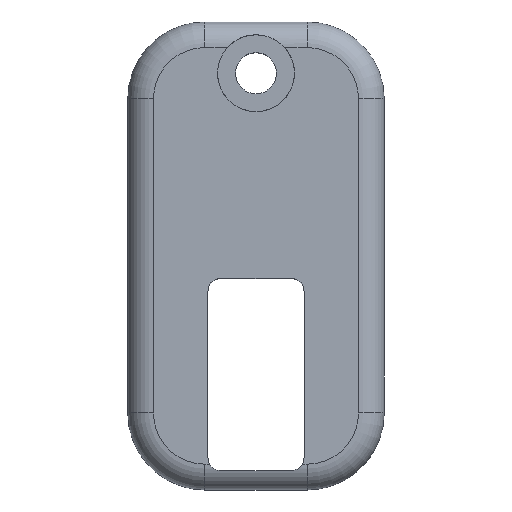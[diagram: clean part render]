
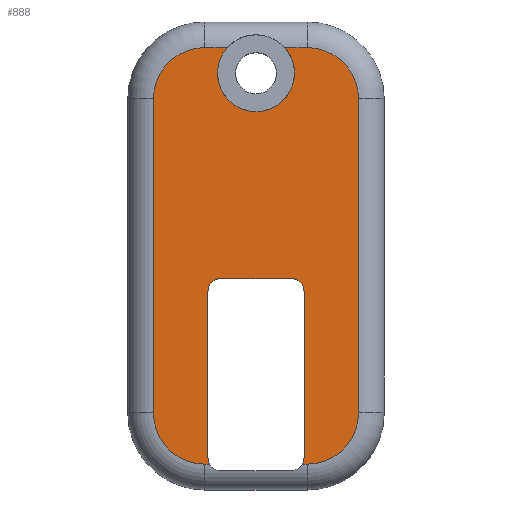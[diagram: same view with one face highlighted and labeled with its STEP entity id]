
A CAD part, top view. The second image highlights one B-rep face of the part: STEP entity #888.
In plain terms, the highlighted planar face has unit normal (0, 0, 1).
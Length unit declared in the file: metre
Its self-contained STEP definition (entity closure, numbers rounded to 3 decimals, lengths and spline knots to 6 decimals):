
#48=LINE('',#1353,#123);
#49=LINE('',#1357,#124);
#50=LINE('',#1361,#125);
#51=LINE('',#1365,#126);
#52=LINE('',#1369,#127);
#53=LINE('',#1373,#128);
#54=LINE('',#1377,#129);
#55=LINE('',#1381,#130);
#56=LINE('',#1385,#131);
#123=VECTOR('',#1065,1.);
#124=VECTOR('',#1068,1.);
#125=VECTOR('',#1071,1.);
#126=VECTOR('',#1074,1.);
#127=VECTOR('',#1077,1.);
#128=VECTOR('',#1080,1.);
#129=VECTOR('',#1083,1.);
#130=VECTOR('',#1086,1.);
#131=VECTOR('',#1089,1.);
#198=ORIENTED_EDGE('',*,*,#466,.F.);
#199=ORIENTED_EDGE('',*,*,#467,.T.);
#200=ORIENTED_EDGE('',*,*,#468,.T.);
#201=ORIENTED_EDGE('',*,*,#469,.T.);
#202=ORIENTED_EDGE('',*,*,#470,.T.);
#203=ORIENTED_EDGE('',*,*,#471,.T.);
#204=ORIENTED_EDGE('',*,*,#472,.T.);
#205=ORIENTED_EDGE('',*,*,#473,.F.);
#206=ORIENTED_EDGE('',*,*,#474,.T.);
#207=ORIENTED_EDGE('',*,*,#475,.F.);
#208=ORIENTED_EDGE('',*,*,#476,.T.);
#209=ORIENTED_EDGE('',*,*,#477,.T.);
#210=ORIENTED_EDGE('',*,*,#478,.T.);
#211=ORIENTED_EDGE('',*,*,#479,.T.);
#212=ORIENTED_EDGE('',*,*,#480,.F.);
#213=ORIENTED_EDGE('',*,*,#481,.T.);
#214=ORIENTED_EDGE('',*,*,#482,.F.);
#215=ORIENTED_EDGE('',*,*,#483,.T.);
#466=EDGE_CURVE('',#600,#601,#687,.F.);
#467=EDGE_CURVE('',#600,#602,#48,.T.);
#468=EDGE_CURVE('',#602,#603,#688,.T.);
#469=EDGE_CURVE('',#603,#604,#49,.T.);
#470=EDGE_CURVE('',#604,#605,#689,.F.);
#471=EDGE_CURVE('',#605,#606,#50,.T.);
#472=EDGE_CURVE('',#606,#607,#690,.F.);
#473=EDGE_CURVE('',#608,#607,#51,.T.);
#474=EDGE_CURVE('',#608,#609,#691,.F.);
#475=EDGE_CURVE('',#610,#609,#52,.T.);
#476=EDGE_CURVE('',#610,#611,#692,.F.);
#477=EDGE_CURVE('',#611,#612,#53,.T.);
#478=EDGE_CURVE('',#612,#613,#693,.T.);
#479=EDGE_CURVE('',#613,#614,#54,.F.);
#480=EDGE_CURVE('',#615,#614,#694,.F.);
#481=EDGE_CURVE('',#615,#616,#55,.F.);
#482=EDGE_CURVE('',#617,#616,#695,.T.);
#483=EDGE_CURVE('',#617,#601,#56,.F.);
#600=VERTEX_POINT('',#1351);
#601=VERTEX_POINT('',#1352);
#602=VERTEX_POINT('',#1354);
#603=VERTEX_POINT('',#1356);
#604=VERTEX_POINT('',#1358);
#605=VERTEX_POINT('',#1360);
#606=VERTEX_POINT('',#1362);
#607=VERTEX_POINT('',#1364);
#608=VERTEX_POINT('',#1366);
#609=VERTEX_POINT('',#1368);
#610=VERTEX_POINT('',#1370);
#611=VERTEX_POINT('',#1372);
#612=VERTEX_POINT('',#1374);
#613=VERTEX_POINT('',#1376);
#614=VERTEX_POINT('',#1378);
#615=VERTEX_POINT('',#1380);
#616=VERTEX_POINT('',#1382);
#617=VERTEX_POINT('',#1384);
#687=CIRCLE('',#954,0.004);
#688=CIRCLE('',#955,0.004);
#689=CIRCLE('',#956,0.001);
#690=CIRCLE('',#957,0.001);
#691=CIRCLE('',#958,0.001);
#692=CIRCLE('',#959,0.001);
#693=CIRCLE('',#960,0.004);
#694=CIRCLE('',#961,0.004);
#695=CIRCLE('',#962,0.003);
#737=EDGE_LOOP('',(#198,#199,#200,#201,#202,#203,#204,#205,#206,#207,#208,
#209,#210,#211,#212,#213,#214,#215));
#800=FACE_BOUND('',#737,.T.);
#863=PLANE('',#953);
#888=ADVANCED_FACE('',(#800),#863,.T.);
#953=AXIS2_PLACEMENT_3D('',#1349,#1061,#1062);
#954=AXIS2_PLACEMENT_3D('',#1350,#1063,#1064);
#955=AXIS2_PLACEMENT_3D('',#1355,#1066,#1067);
#956=AXIS2_PLACEMENT_3D('',#1359,#1069,#1070);
#957=AXIS2_PLACEMENT_3D('',#1363,#1072,#1073);
#958=AXIS2_PLACEMENT_3D('',#1367,#1075,#1076);
#959=AXIS2_PLACEMENT_3D('',#1371,#1078,#1079);
#960=AXIS2_PLACEMENT_3D('',#1375,#1081,#1082);
#961=AXIS2_PLACEMENT_3D('',#1379,#1084,#1085);
#962=AXIS2_PLACEMENT_3D('',#1383,#1087,#1088);
#1061=DIRECTION('',(0.,0.,1.));
#1062=DIRECTION('',(1.,0.,0.));
#1063=DIRECTION('',(0.,0.,1.));
#1064=DIRECTION('',(1.,0.,0.));
#1065=DIRECTION('',(0.,-1.,0.));
#1066=DIRECTION('',(0.,0.,1.));
#1067=DIRECTION('',(1.,0.,0.));
#1068=DIRECTION('',(1.,0.,0.));
#1069=DIRECTION('',(0.,0.,1.));
#1070=DIRECTION('',(1.,0.,0.));
#1071=DIRECTION('',(0.,1.,0.));
#1072=DIRECTION('',(0.,0.,1.));
#1073=DIRECTION('',(1.,0.,0.));
#1074=DIRECTION('',(-1.,0.,0.));
#1075=DIRECTION('',(0.,0.,1.));
#1076=DIRECTION('',(1.,0.,0.));
#1077=DIRECTION('',(0.,1.,0.));
#1078=DIRECTION('',(0.,0.,1.));
#1079=DIRECTION('',(1.,0.,0.));
#1080=DIRECTION('',(1.,0.,0.));
#1081=DIRECTION('',(0.,0.,1.));
#1082=DIRECTION('',(1.,0.,0.));
#1083=DIRECTION('',(0.,-1.,0.));
#1084=DIRECTION('',(0.,0.,1.));
#1085=DIRECTION('',(1.,0.,0.));
#1086=DIRECTION('',(1.,0.,0.));
#1087=DIRECTION('',(0.,0.,1.));
#1088=DIRECTION('',(1.,0.,0.));
#1089=DIRECTION('',(1.,0.,0.));
#1349=CARTESIAN_POINT('',(0.,0.,0.01));
#1350=CARTESIAN_POINT('',(-0.004,0.0115,0.01));
#1351=CARTESIAN_POINT('',(-0.008,0.0115,0.01));
#1352=CARTESIAN_POINT('',(-0.004,0.0155,0.01));
#1353=CARTESIAN_POINT('',(-0.008,-0.013,0.01));
#1354=CARTESIAN_POINT('',(-0.008,-0.013,0.01));
#1355=CARTESIAN_POINT('',(-0.004,-0.013,0.01));
#1356=CARTESIAN_POINT('',(-0.004,-0.017,0.01));
#1357=CARTESIAN_POINT('',(0.,-0.017,0.01));
#1358=CARTESIAN_POINT('',(-0.003616,-0.017,0.01));
#1359=CARTESIAN_POINT('',(-0.00275,-0.0165,0.01));
#1360=CARTESIAN_POINT('',(-0.00375,-0.0165,0.01));
#1361=CARTESIAN_POINT('',(-0.00375,-0.01,0.01));
#1362=CARTESIAN_POINT('',(-0.00375,-0.0035,0.01));
#1363=CARTESIAN_POINT('',(-0.00275,-0.0035,0.01));
#1364=CARTESIAN_POINT('',(-0.00275,-0.0025,0.01));
#1365=CARTESIAN_POINT('',(0.001875,-0.0025,0.01));
#1366=CARTESIAN_POINT('',(0.00275,-0.0025,0.01));
#1367=CARTESIAN_POINT('',(0.00275,-0.0035,0.01));
#1368=CARTESIAN_POINT('',(0.00375,-0.0035,0.01));
#1369=CARTESIAN_POINT('',(0.00375,-0.01,0.01));
#1370=CARTESIAN_POINT('',(0.00375,-0.0165,0.01));
#1371=CARTESIAN_POINT('',(0.00275,-0.0165,0.01));
#1372=CARTESIAN_POINT('',(0.003616,-0.017,0.01));
#1373=CARTESIAN_POINT('',(0.,-0.017,0.01));
#1374=CARTESIAN_POINT('',(0.004,-0.017,0.01));
#1375=CARTESIAN_POINT('',(0.004,-0.013,0.01));
#1376=CARTESIAN_POINT('',(0.008,-0.013,0.01));
#1377=CARTESIAN_POINT('',(0.008,0.,0.01));
#1378=CARTESIAN_POINT('',(0.008,0.0115,0.01));
#1379=CARTESIAN_POINT('',(0.004,0.0115,0.01));
#1380=CARTESIAN_POINT('',(0.004,0.0155,0.01));
#1381=CARTESIAN_POINT('',(0.,0.0155,0.01));
#1382=CARTESIAN_POINT('',(0.002236,0.0155,0.01));
#1383=CARTESIAN_POINT('',(0.,0.0135,0.01));
#1384=CARTESIAN_POINT('',(-0.002236,0.0155,0.01));
#1385=CARTESIAN_POINT('',(0.,0.0155,0.01));
